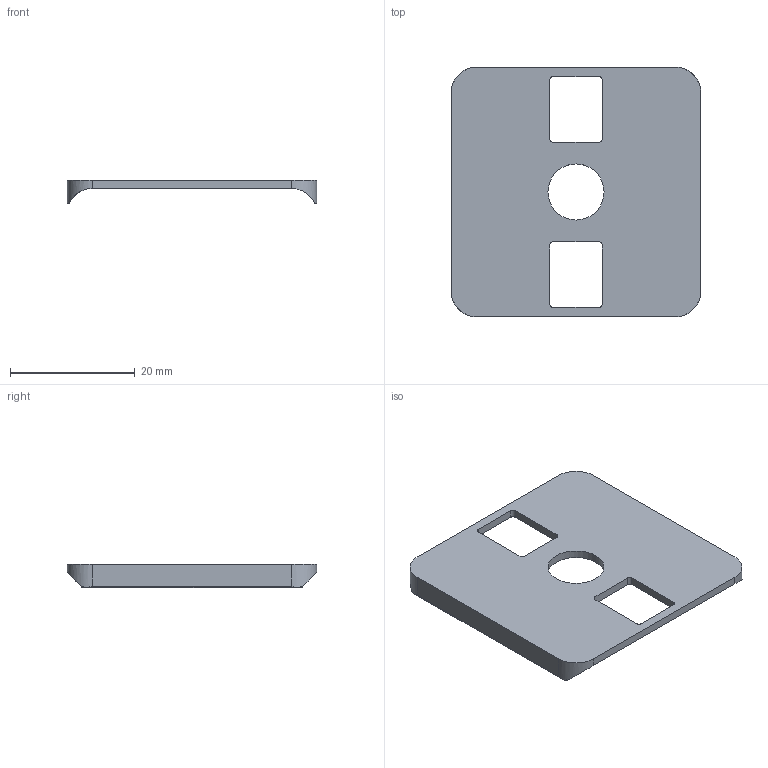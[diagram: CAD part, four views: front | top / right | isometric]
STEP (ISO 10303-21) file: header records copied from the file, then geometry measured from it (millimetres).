
FILE_DESCRIPTION(/* description */ (''),/* implementation_level */ '2;1');
FILE_NAME(/* name */ 'ZI-1500_Radiendichtung_40x40_grau-8.stp',/* time_stamp */ '2020-07-20T14:05:44+02:00',/* author */ ('jmaun'),/* organization */ ('maunsystem'),/* preprocessor_version */ 'ST-DEVELOPER v17',/* originating_system */ 'Autodesk Inventor 2019',/* authorisation */ '');
FILE_SCHEMA (('AUTOMOTIVE_DESIGN { 1 0 10303 214 3 1 1 }'));
Length unit declared in the file: millimetre
Products named in the file (1): ZI-1500_Radiendichtung_40x40_grau-8
Bounding box: 40 x 40 x 3.71 mm (x, y, z)
Volume: 1988.5 mm3; surface area: 3275.6 mm2
Topology: 1 solids, 1 shells, 31 faces, 83 edges, 54 vertices
Faces by surface type: cylinder 17, plane 14
Full cylindrical faces by diameter (mm): 9 x1
Entity records: 1091 total; most frequent: CARTESIAN_POINT 201, DIRECTION 169, ORIENTED_EDGE 166, EDGE_CURVE 83, AXIS2_PLACEMENT_3D 58, VERTEX_POINT 54, LINE 53, VECTOR 53
